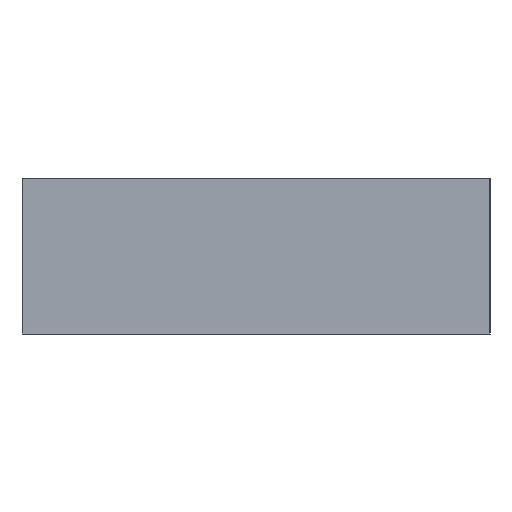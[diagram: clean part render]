
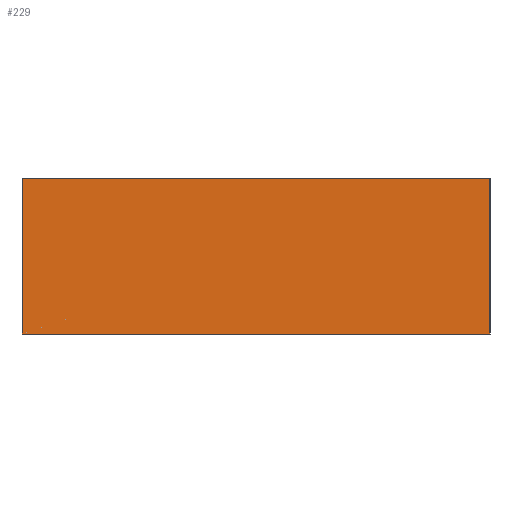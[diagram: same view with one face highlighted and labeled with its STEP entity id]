
A CAD part, left-side view. The second image highlights one B-rep face of the part: STEP entity #229.
In plain terms, the highlighted planar face has unit normal (-1, 0, 0).
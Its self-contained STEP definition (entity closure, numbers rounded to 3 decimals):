
#12 = EDGE_CURVE ( 'NONE', #370, #452, #194, .T. ) ;
#16 = ORIENTED_EDGE ( 'NONE', *, *, #12, .T. ) ;
#24 = CARTESIAN_POINT ( 'NONE',  ( 0., 0., 2. ) ) ;
#46 = CARTESIAN_POINT ( 'NONE',  ( 0., 0., 0. ) ) ;
#60 = FACE_OUTER_BOUND ( 'NONE', #64, .T. ) ;
#64 = EDGE_LOOP ( 'NONE', ( #94, #231, #359, #16 ) ) ;
#69 = LINE ( 'NONE', #294, #250 ) ;
#70 = EDGE_CURVE ( 'NONE', #370, #480, #215, .T. ) ;
#94 = ORIENTED_EDGE ( 'NONE', *, *, #464, .T. ) ;
#100 = VECTOR ( 'NONE', #201, 1000. ) ;
#104 = CARTESIAN_POINT ( 'NONE',  ( 0., 0., 2. ) ) ;
#105 = DIRECTION ( 'NONE',  ( 0., -1., 0. ) ) ;
#115 = DIRECTION ( 'NONE',  ( 1., 0., 0. ) ) ;
#142 = EDGE_CURVE ( 'NONE', #480, #343, #423, .T. ) ;
#162 = CARTESIAN_POINT ( 'NONE',  ( 0., 6., 2. ) ) ;
#194 = LINE ( 'NONE', #394, #100 ) ;
#199 = CARTESIAN_POINT ( 'NONE',  ( 0., 0., 2. ) ) ;
#201 = DIRECTION ( 'NONE',  ( 0., 0., -1. ) ) ;
#215 = LINE ( 'NONE', #199, #350 ) ;
#229 = ADVANCED_FACE ( 'NONE', ( #60 ), #271, .F. ) ;
#231 = ORIENTED_EDGE ( 'NONE', *, *, #142, .F. ) ;
#249 = AXIS2_PLACEMENT_3D ( 'NONE', #302, #115, #386 ) ;
#250 = VECTOR ( 'NONE', #105, 1000. ) ;
#271 = PLANE ( 'NONE',  #249 ) ;
#294 = CARTESIAN_POINT ( 'NONE',  ( 0., 0., 0. ) ) ;
#302 = CARTESIAN_POINT ( 'NONE',  ( 0., 0., 2. ) ) ;
#318 = DIRECTION ( 'NONE',  ( 0., -1., 0. ) ) ;
#330 = CARTESIAN_POINT ( 'NONE',  ( 0., 6., 0. ) ) ;
#332 = VECTOR ( 'NONE', #337, 1000. ) ;
#337 = DIRECTION ( 'NONE',  ( 0., 0., -1. ) ) ;
#343 = VERTEX_POINT ( 'NONE', #46 ) ;
#350 = VECTOR ( 'NONE', #318, 1000. ) ;
#359 = ORIENTED_EDGE ( 'NONE', *, *, #70, .F. ) ;
#370 = VERTEX_POINT ( 'NONE', #162 ) ;
#386 = DIRECTION ( 'NONE',  ( 0., 0., -1. ) ) ;
#394 = CARTESIAN_POINT ( 'NONE',  ( 0., 6., 2. ) ) ;
#423 = LINE ( 'NONE', #104, #332 ) ;
#452 = VERTEX_POINT ( 'NONE', #330 ) ;
#464 = EDGE_CURVE ( 'NONE', #452, #343, #69, .T. ) ;
#480 = VERTEX_POINT ( 'NONE', #24 ) ;
